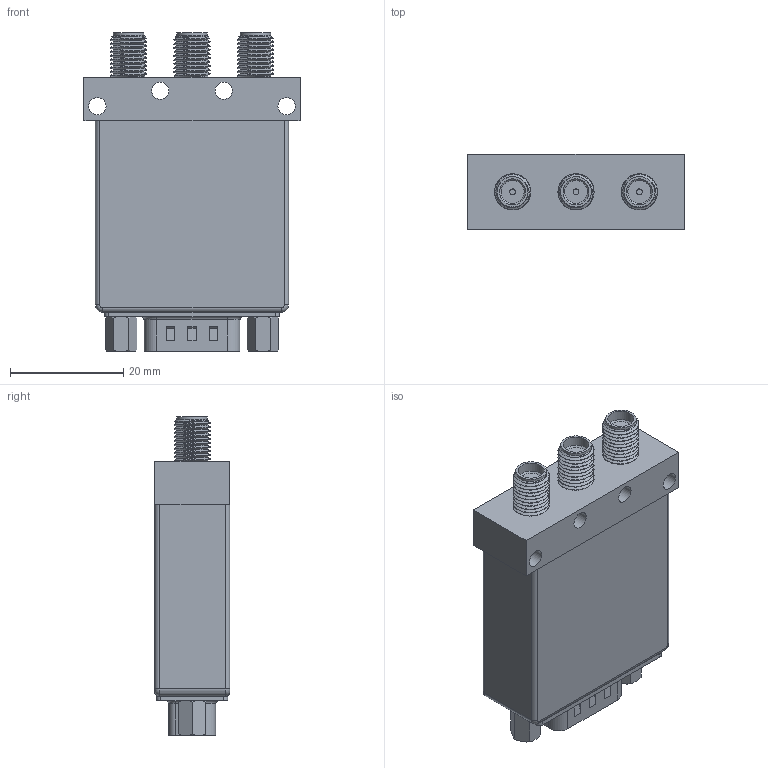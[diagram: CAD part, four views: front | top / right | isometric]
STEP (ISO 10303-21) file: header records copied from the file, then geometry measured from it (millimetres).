
FILE_DESCRIPTION (( 'STEP AP203' ), '1' );
FILE_NAME ('FMSW6352_3D.step', '2020-08-14T19:56:34', ( '' ), ( '' ), 'SwSTEP 2.0', 'SolidWorks 2018', '' );
FILE_SCHEMA (( 'CONFIG_CONTROL_DESIGN' ));
Products named in the file (1): FMSW6352_3D
Bounding box: 38.1 x 13.26 x 56.18 mm (x, y, z)
Volume: 19731.7 mm3; surface area: 7608.1 mm2
Topology: 1 solids, 11 shells, 1102 faces, 2915 edges, 1922 vertices
Faces by surface type: plane 609, bspline 346, cylinder 79, cone 34, sphere 18, torus 16
Full cylindrical faces by diameter (mm): 0.508 x9, 1.016 x12, 2.184 x2, 3.048 x5, 3.556 x1, 4.572 x3, 5.385 x3
Entity records: 53400 total; most frequent: CARTESIAN_POINT 29019, ORIENTED_EDGE 5562, DIRECTION 3756, EDGE_CURVE 2781, VERTEX_POINT 1869, LINE 1816, VECTOR 1816, EDGE_LOOP 1280
